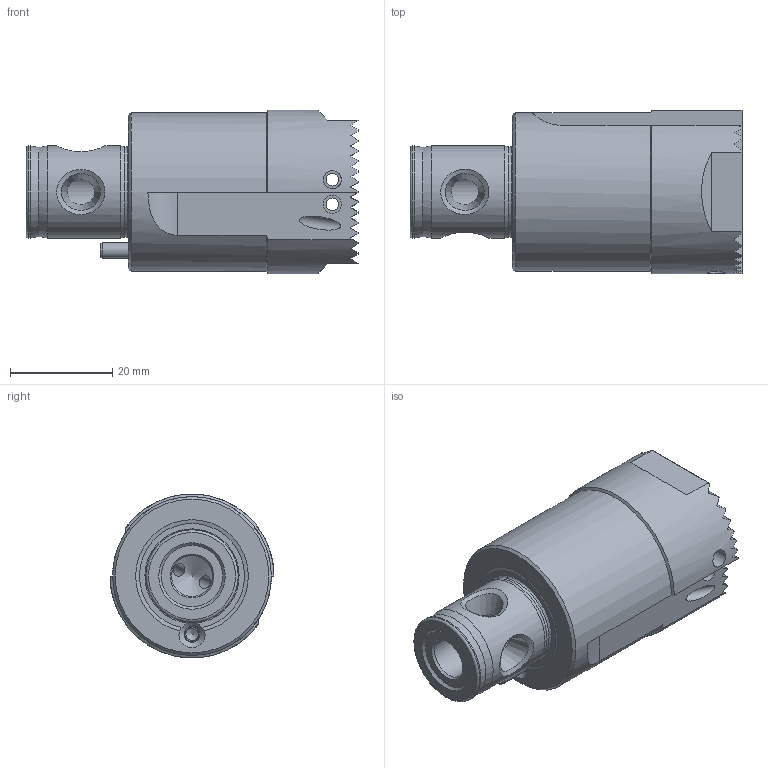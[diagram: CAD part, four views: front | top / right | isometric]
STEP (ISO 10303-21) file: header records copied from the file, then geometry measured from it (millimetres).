
FILE_DESCRIPTION(/* description */ (''),/* implementation_level */ '2;1');
FILE_NAME(/* name */ 'S18-TBH34-51.stp',/* time_stamp */ '2022-07-29T16:29:51+09:00',/* author */ ('eos'),/* organization */ (''),/* preprocessor_version */ 'ST-DEVELOPER v18.1',/* originating_system */ 'Autodesk Inventor 2022',/* authorisation */ '');
FILE_SCHEMA (('AUTOMOTIVE_DESIGN { 1 0 10303 214 3 1 1 }'));
Products named in the file (3): S18-TBH34-51; S11-TBH25-34; ISO 13337 - 3 x 12
Assembly tree (2 placements, depth 2):
  S18-TBH34-51
    S11-TBH25-34
    ISO 13337 - 3 x 12
Bounding box: 64.8 x 32 x 31.99 mm (x, y, z)
Volume: 34421.3 mm3; surface area: 10174.9 mm2
Topology: 2 solids, 2 shells, 183 faces, 525 edges, 347 vertices
Faces by surface type: plane 126, cylinder 33, cone 20, torus 2, bspline 2
Full cylindrical faces by diameter (mm): 2 x1, 2.459 x2, 2.5 x2, 3.1 x1, 3.5 x4, 4.917 x2, 6.5 x2, 8 x1, 17.6 x1, 18 x2, 31 x1
Entity records: 6747 total; most frequent: CARTESIAN_POINT 1663, DIRECTION 1099, ORIENTED_EDGE 1040, EDGE_CURVE 520, AXIS2_PLACEMENT_3D 431, VERTEX_POINT 347, LINE 237, VECTOR 237
